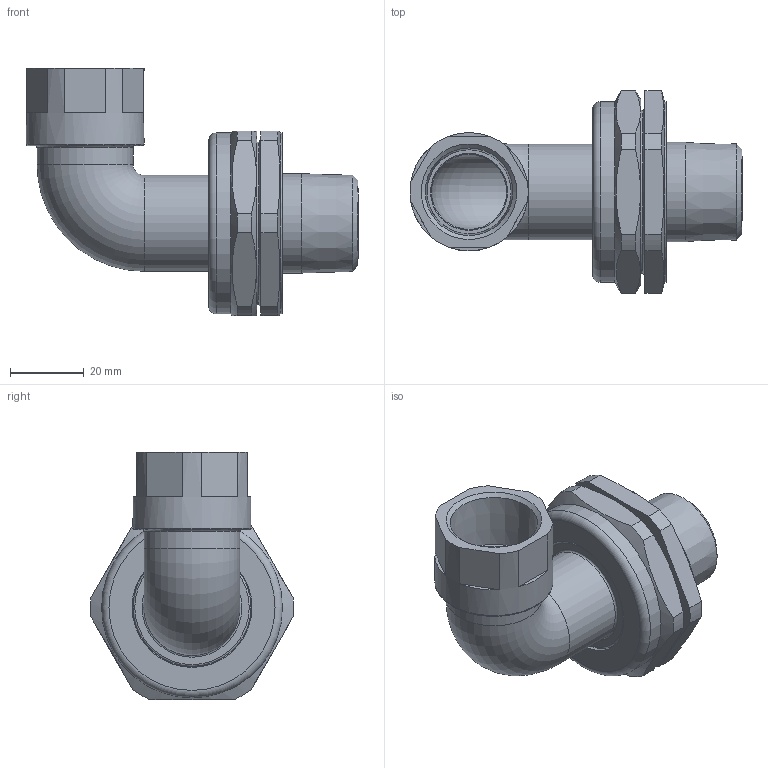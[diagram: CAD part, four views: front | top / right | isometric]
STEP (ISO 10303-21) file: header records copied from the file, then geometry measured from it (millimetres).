
FILE_DESCRIPTION (( 'STEP AP203' ), '1' );
FILE_NAME ('789DM3M35.STEP', '2017-05-24T10:28:29', ( '' ), ( '' ), 'SwSTEP 2.0', 'SolidWorks 2017', '' );
FILE_SCHEMA (( 'CONFIG_CONTROL_DESIGN' ));
Length unit declared in the file: millimetre
Products named in the file (1): 789DM3M35
Bounding box: 89.93 x 54.97 x 67 mm (x, y, z)
Volume: 57476.7 mm3; surface area: 38308.9 mm2
Topology: 5 solids, 5 shells, 148 faces, 313 edges, 194 vertices
Faces by surface type: plane 53, cone 48, cylinder 37, torus 10
Full cylindrical faces by diameter (mm): 9 x1, 17.95 x1, 20.25 x1, 20.35 x3, 21.6 x1, 24.6 x2, 26 x2, 26.9 x1, 27.425 x1, 27.525 x1, 27.53 x1, 32 x2, 32.5 x1, 43.971 x1, 44 x2, 44.48 x1, 46 x1, 49 x2
Entity records: 3697 total; most frequent: CARTESIAN_POINT 741, DIRECTION 642, ORIENTED_EDGE 446, AXIS2_PLACEMENT_3D 294, EDGE_LOOP 254, EDGE_CURVE 223, FACE_OUTER_BOUND 183, VERTEX_POINT 181
